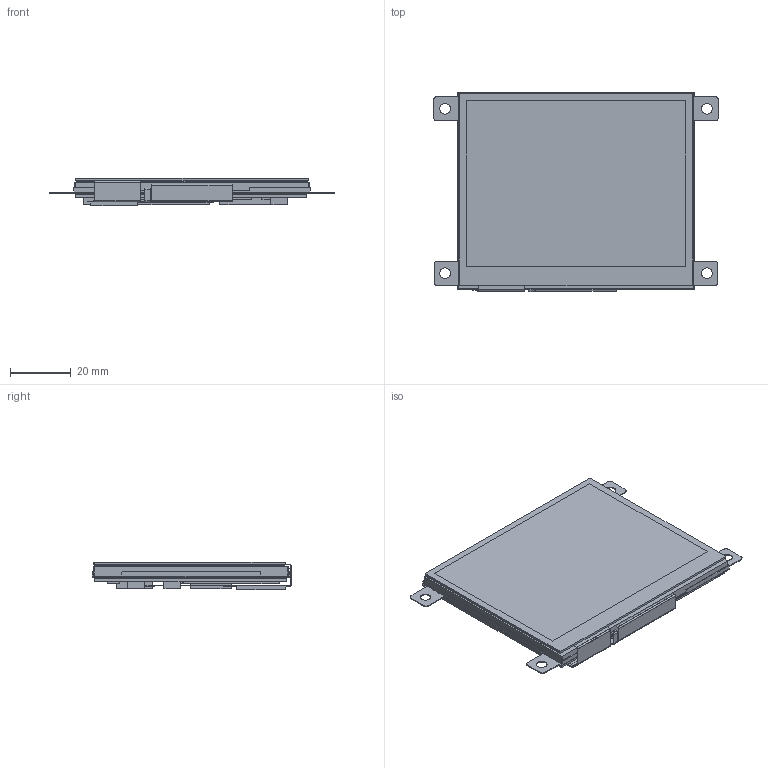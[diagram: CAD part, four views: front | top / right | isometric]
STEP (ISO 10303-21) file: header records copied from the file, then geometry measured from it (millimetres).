
FILE_DESCRIPTION(/* description */ (''),/* implementation_level */ '2;1');
FILE_NAME(/* name */ 'RVT3.5B320240CFWC81.stp',/* time_stamp */ '2019-03-17T13:13:43+01:00',/* author */ ('Adam'),/* organization */ (''),/* preprocessor_version */ 'ST-DEVELOPER v16.13',/* originating_system */ 'Autodesk Inventor 2018',/* authorisation */ '');
FILE_SCHEMA (('AUTOMOTIVE_DESIGN { 1 0 10303 214 3 1 1 }'));
Length unit declared in the file: millimetre
Products named in the file (18): RVT3.5B320240CFWC81; RVT3.5A320240TNWN00; Frame; Contacts; Components; Contact2; Connector; RVCTP35A00 V2; Component; Contact; Contacts_1; LOCA; Sensor; Screen; Tape; Stiffener; FR3.5A00; 35FT81X_B
Assembly tree (17 placements, depth 3):
  RVT3.5B320240CFWC81
    RVT3.5A320240TNWN00
      Frame
      Contacts
      Components
      Contact2
      Connector
    RVCTP35A00 V2
      Component
      Contact
      Contacts_1
      LOCA
      Sensor
      Screen
      Tape
      Stiffener
    FR3.5A00
    35FT81X_B
Bounding box: 93.5 x 65.35 x 8.95 mm (x, y, z)
Volume: 30083 mm3; surface area: 82458.9 mm2
Topology: 91 solids, 91 shells, 804 faces, 2041 edges, 1636 vertices
Faces by surface type: plane 678, cylinder 123, bspline 3
Full cylindrical faces by diameter (mm): 3.5 x4
Entity records: 23629 total; most frequent: CARTESIAN_POINT 4379, DIRECTION 3731, ORIENTED_EDGE 3642, EDGE_CURVE 1821, LINE 1571, VECTOR 1571, VERTEX_POINT 1204, AXIS2_PLACEMENT_3D 1080
